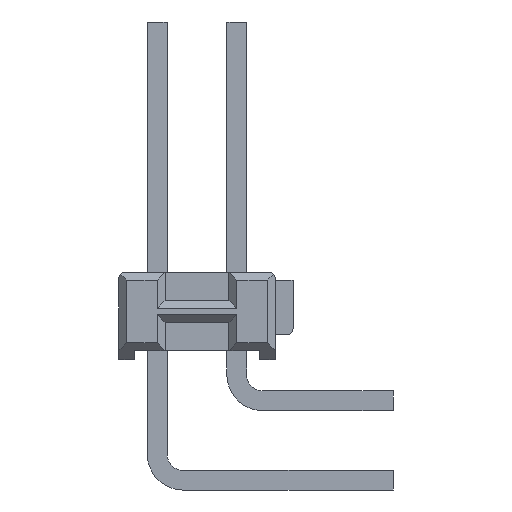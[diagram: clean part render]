
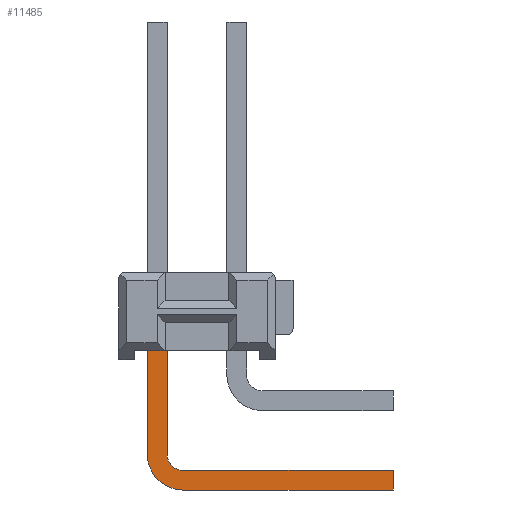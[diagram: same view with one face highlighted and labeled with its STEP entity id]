
A CAD part, left-side view. The second image highlights one B-rep face of the part: STEP entity #11485.
In plain terms, the highlighted planar face has unit normal (-1, 0, 0).
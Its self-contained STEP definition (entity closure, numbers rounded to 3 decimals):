
#254=DIRECTION('',(0.,1.,0.));
#255=VECTOR('',#254,0.63);
#256=CARTESIAN_POINT('',(-16.825,0.955,-2.5));
#257=LINE('',#256,#255);
#912=DIRECTION('',(0.,0.,1.));
#913=VECTOR('',#912,3.325);
#914=CARTESIAN_POINT('',(-16.825,0.955,-5.825));
#915=LINE('',#914,#913);
#916=CARTESIAN_POINT('',(-16.825,0.455,-5.825));
#917=DIRECTION('',(1.,0.,0.));
#918=DIRECTION('',(0.,0.,-1.));
#919=AXIS2_PLACEMENT_3D('',#916,#917,#918);
#921=DIRECTION('',(0.,1.,0.));
#922=VECTOR('',#921,6.725);
#923=CARTESIAN_POINT('',(-16.825,-6.27,-6.325));
#924=LINE('',#923,#922);
#925=DIRECTION('',(0.,0.,1.));
#926=VECTOR('',#925,0.63);
#927=CARTESIAN_POINT('',(-16.825,-6.27,-6.955));
#928=LINE('',#927,#926);
#929=DIRECTION('',(0.,-1.,0.));
#930=VECTOR('',#929,6.725);
#931=CARTESIAN_POINT('',(-16.825,0.455,-6.955));
#932=LINE('',#931,#930);
#933=CARTESIAN_POINT('',(-16.825,0.455,-5.825));
#934=DIRECTION('',(-1.,0.,0.));
#935=DIRECTION('',(0.,1.,0.));
#936=AXIS2_PLACEMENT_3D('',#933,#934,#935);
#938=DIRECTION('',(0.,0.,-1.));
#939=VECTOR('',#938,3.325);
#940=CARTESIAN_POINT('',(-16.825,1.585,-2.5));
#941=LINE('',#940,#939);
#8334=CARTESIAN_POINT('',(-16.825,1.585,-5.825));
#8335=CARTESIAN_POINT('',(-16.825,0.455,-6.955));
#8336=VERTEX_POINT('',#8334);
#8337=VERTEX_POINT('',#8335);
#8338=CARTESIAN_POINT('',(-16.825,-6.27,-6.955));
#8339=VERTEX_POINT('',#8338);
#8340=CARTESIAN_POINT('',(-16.825,-6.27,-6.325));
#8341=VERTEX_POINT('',#8340);
#8342=CARTESIAN_POINT('',(-16.825,0.455,-6.325));
#8343=VERTEX_POINT('',#8342);
#8344=CARTESIAN_POINT('',(-16.825,0.955,-5.825));
#8345=VERTEX_POINT('',#8344);
#8362=CARTESIAN_POINT('',(-16.825,0.955,-2.5));
#8363=CARTESIAN_POINT('',(-16.825,1.585,-2.5));
#8364=VERTEX_POINT('',#8362);
#8365=VERTEX_POINT('',#8363);
#11463=CARTESIAN_POINT('',(-16.825,0.,0.));
#11464=DIRECTION('',(-1.,0.,0.));
#11465=DIRECTION('',(0.,-1.,0.));
#11466=AXIS2_PLACEMENT_3D('',#11463,#11464,#11465);
#11467=PLANE('',#11466);
#11468=ORIENTED_EDGE('',*,*,#10941,.F.);
#11470=ORIENTED_EDGE('',*,*,#11469,.F.);
#11472=ORIENTED_EDGE('',*,*,#11471,.F.);
#11474=ORIENTED_EDGE('',*,*,#11473,.F.);
#11476=ORIENTED_EDGE('',*,*,#11475,.F.);
#11478=ORIENTED_EDGE('',*,*,#11477,.F.);
#11480=ORIENTED_EDGE('',*,*,#11479,.F.);
#11482=ORIENTED_EDGE('',*,*,#11481,.F.);
#11483=EDGE_LOOP('',(#11468,#11470,#11472,#11474,#11476,#11478,#11480,#11482));
#11484=FACE_OUTER_BOUND('',#11483,.F.);
#920=CIRCLE('',#919,0.5);
#937=CIRCLE('',#936,1.13);
#10941=EDGE_CURVE('',#8364,#8365,#257,.T.);
#11469=EDGE_CURVE('',#8345,#8364,#915,.T.);
#11471=EDGE_CURVE('',#8343,#8345,#920,.T.);
#11473=EDGE_CURVE('',#8341,#8343,#924,.T.);
#11475=EDGE_CURVE('',#8339,#8341,#928,.T.);
#11477=EDGE_CURVE('',#8337,#8339,#932,.T.);
#11479=EDGE_CURVE('',#8336,#8337,#937,.T.);
#11481=EDGE_CURVE('',#8365,#8336,#941,.T.);
#11485=ADVANCED_FACE('',(#11484),#11467,.T.);
